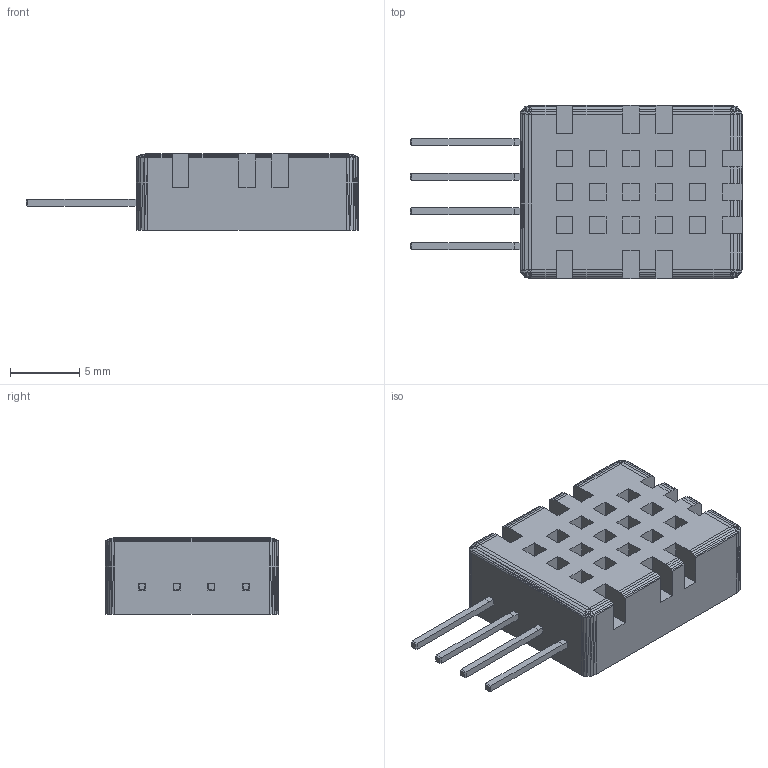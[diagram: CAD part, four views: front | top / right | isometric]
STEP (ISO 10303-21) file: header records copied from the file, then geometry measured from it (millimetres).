
FILE_DESCRIPTION(('FreeCAD Model'),'2;1');
FILE_NAME('electronics_components_pack-DHT11_1682343847.203.step','2022-09-02T12:49:07',('FreeCAD'),('FreeCAD'), 'Open CASCADE STEP processor 7.3','FreeCAD','Unknown');
FILE_SCHEMA(('CONFIG_CONTROL_DESIGN'));
Length unit declared in the file: millimetre
Products named in the file (1): Open CASCADE STEP translator 7.3 1
Bounding box: 23.93 x 12.5 x 5.5 mm (x, y, z)
Volume: 1001.5 mm3; surface area: 1016 mm2
Topology: 1 solids, 1 shells, 416 faces, 889 edges, 494 vertices
Faces by surface type: plane 416
Entity records: 21920 total; most frequent: CARTESIAN_POINT 3840, DIRECTION 3239, LINE 2405, VECTOR 2405, ORIENTED_EDGE 1778, PCURVE 1778, DEFINITIONAL_REPRESENTATION 1778, EDGE_CURVE 889
